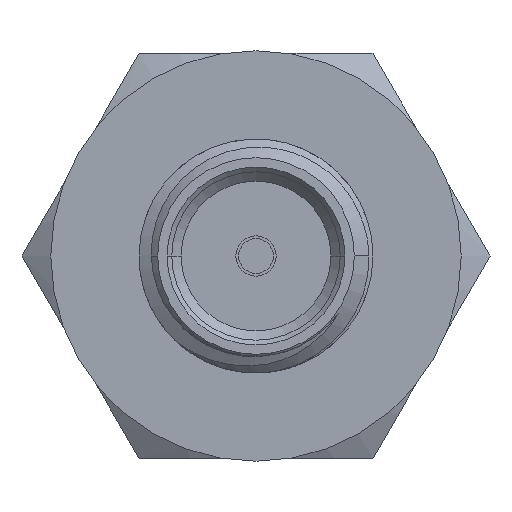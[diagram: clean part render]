
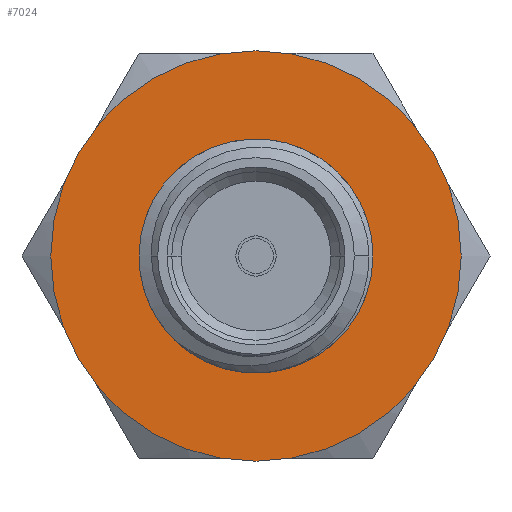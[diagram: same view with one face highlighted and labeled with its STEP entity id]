
A CAD part, left-side view. The second image highlights one B-rep face of the part: STEP entity #7024.
In plain terms, the highlighted planar face has unit normal (-1, 0, 0).
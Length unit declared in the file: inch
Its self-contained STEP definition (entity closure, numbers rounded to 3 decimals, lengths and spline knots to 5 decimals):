
#1407 = EDGE_CURVE ( 'NONE', #3420, #7078, #11683, .T. ) ;
#1966 = ORIENTED_EDGE ( 'NONE', *, *, #1407, .T. ) ;
#2561 = CARTESIAN_POINT ( 'NONE',  ( 0.23502, 0., 0. ) ) ;
#3420 = VERTEX_POINT ( 'NONE', #15234 ) ;
#3455 = AXIS2_PLACEMENT_3D ( 'NONE', #5951, #9076, #17084 ) ;
#3949 = DIRECTION ( 'NONE',  ( -1., 0., 0. ) ) ;
#4258 = EDGE_LOOP ( 'NONE', ( #1966, #18987 ) ) ;
#4284 = AXIS2_PLACEMENT_3D ( 'NONE', #2561, #7141, #19810 ) ;
#4388 = EDGE_CURVE ( 'NONE', #14288, #16080, #20333, .T. ) ;
#4414 = CARTESIAN_POINT ( 'NONE',  ( 0.23502, 0., 0. ) ) ;
#5951 = CARTESIAN_POINT ( 'NONE',  ( 0.23502, 0., 0. ) ) ;
#6293 = EDGE_CURVE ( 'NONE', #7078, #3420, #12384, .T. ) ;
#7024 = ADVANCED_FACE ( 'NONE', ( #10355, #20055 ), #11024, .F. ) ;
#7078 = VERTEX_POINT ( 'NONE', #19226 ) ;
#7141 = DIRECTION ( 'NONE',  ( -1., 0., 0. ) ) ;
#8692 = DIRECTION ( 'NONE',  ( 1., 0., 0. ) ) ;
#8810 = CARTESIAN_POINT ( 'NONE',  ( 0.23502, -0.21927, 0. ) ) ;
#9076 = DIRECTION ( 'NONE',  ( 1., 0., 0. ) ) ;
#9704 = EDGE_CURVE ( 'NONE', #16080, #14288, #12824, .T. ) ;
#9728 = AXIS2_PLACEMENT_3D ( 'NONE', #4414, #18814, #12424 ) ;
#10288 = CARTESIAN_POINT ( 'NONE',  ( 0.23502, 0., 0. ) ) ;
#10355 = FACE_BOUND ( 'NONE', #4258, .T. ) ;
#11024 = PLANE ( 'NONE',  #9728 ) ;
#11683 = CIRCLE ( 'NONE', #17432, 0.125 ) ;
#12384 = CIRCLE ( 'NONE', #3455, 0.125 ) ;
#12424 = DIRECTION ( 'NONE',  ( 0., 1., 0. ) ) ;
#12824 = CIRCLE ( 'NONE', #4284, 0.21927 ) ;
#13763 = CARTESIAN_POINT ( 'NONE',  ( 0.23502, 0., 0. ) ) ;
#14288 = VERTEX_POINT ( 'NONE', #16360 ) ;
#14449 = EDGE_LOOP ( 'NONE', ( #16528, #20462 ) ) ;
#14650 = AXIS2_PLACEMENT_3D ( 'NONE', #13763, #3949, #18218 ) ;
#15234 = CARTESIAN_POINT ( 'NONE',  ( 0.23502, -0.125, 0. ) ) ;
#16080 = VERTEX_POINT ( 'NONE', #8810 ) ;
#16360 = CARTESIAN_POINT ( 'NONE',  ( 0.23502, 0.21927, 0. ) ) ;
#16528 = ORIENTED_EDGE ( 'NONE', *, *, #9704, .T. ) ;
#17084 = DIRECTION ( 'NONE',  ( 0., 1., 0. ) ) ;
#17432 = AXIS2_PLACEMENT_3D ( 'NONE', #10288, #8692, #18438 ) ;
#18218 = DIRECTION ( 'NONE',  ( 0., -1., 0. ) ) ;
#18438 = DIRECTION ( 'NONE',  ( 0., 1., 0. ) ) ;
#18814 = DIRECTION ( 'NONE',  ( 1., 0., 0. ) ) ;
#18987 = ORIENTED_EDGE ( 'NONE', *, *, #6293, .T. ) ;
#19226 = CARTESIAN_POINT ( 'NONE',  ( 0.23502, 0.125, 0. ) ) ;
#19810 = DIRECTION ( 'NONE',  ( 0., -1., 0. ) ) ;
#20055 = FACE_OUTER_BOUND ( 'NONE', #14449, .T. ) ;
#20333 = CIRCLE ( 'NONE', #14650, 0.21927 ) ;
#20462 = ORIENTED_EDGE ( 'NONE', *, *, #4388, .T. ) ;
